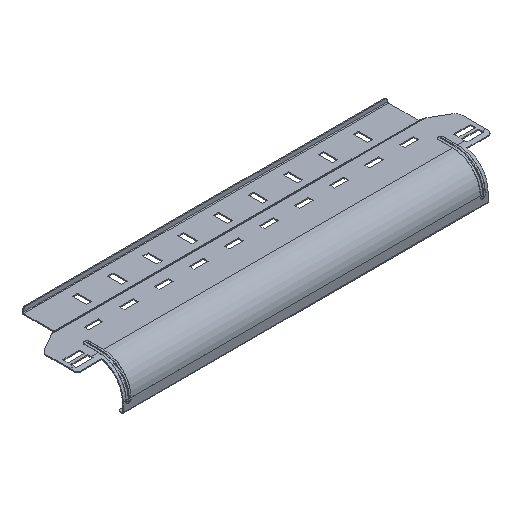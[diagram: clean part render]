
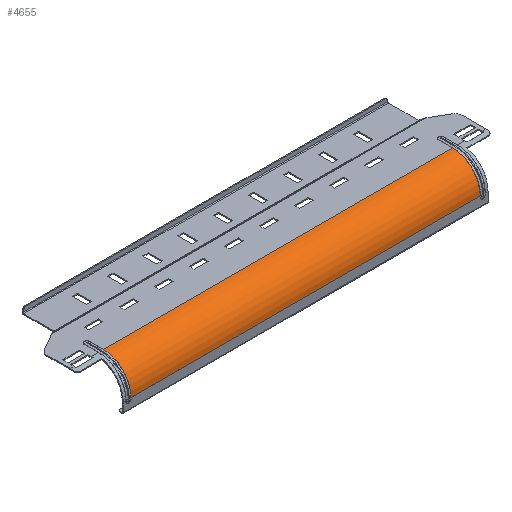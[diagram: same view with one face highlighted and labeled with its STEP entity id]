
A CAD part, isometric view. The second image highlights one B-rep face of the part: STEP entity #4655.
In plain terms, the highlighted cylindrical face has radius 39.4 mm (diameter 78.8 mm), a partial arc.
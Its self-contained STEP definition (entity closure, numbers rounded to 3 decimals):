
#397=FACE_OUTER_BOUND('',#679,.T.);
#679=EDGE_LOOP('',(#3635,#3636,#3637,#3638));
#1045=LINE('',#7310,#1549);
#1055=LINE('',#7375,#1559);
#1549=VECTOR('',#5843,10.);
#1559=VECTOR('',#5909,10.);
#1997=CIRCLE('',#5033,39.4);
#2022=CIRCLE('',#5073,39.4);
#2229=VERTEX_POINT('',#7265);
#2230=VERTEX_POINT('',#7269);
#2243=VERTEX_POINT('',#7308);
#2253=VERTEX_POINT('',#7343);
#2727=EDGE_CURVE('',#2230,#2229,#1997,.T.);
#2747=EDGE_CURVE('',#2243,#2230,#1045,.T.);
#2773=EDGE_CURVE('',#2253,#2243,#2022,.T.);
#2775=EDGE_CURVE('',#2229,#2253,#1055,.T.);
#3635=ORIENTED_EDGE('',*,*,#2727,.F.);
#3636=ORIENTED_EDGE('',*,*,#2747,.F.);
#3637=ORIENTED_EDGE('',*,*,#2773,.F.);
#3638=ORIENTED_EDGE('',*,*,#2775,.F.);
#4536=CYLINDRICAL_SURFACE('',#5075,39.4);
#4655=ADVANCED_FACE('',(#397),#4536,.T.);
#5033=AXIS2_PLACEMENT_3D('',#7271,#5802,#5803);
#5073=AXIS2_PLACEMENT_3D('',#7371,#5902,#5903);
#5075=AXIS2_PLACEMENT_3D('',#7374,#5907,#5908);
#5802=DIRECTION('center_axis',(-1.,0.,0.));
#5803=DIRECTION('ref_axis',(0.,-0.707,0.707));
#5843=DIRECTION('',(-1.,0.,0.));
#5902=DIRECTION('center_axis',(1.,0.,0.));
#5903=DIRECTION('ref_axis',(0.,-0.707,0.707));
#5907=DIRECTION('center_axis',(1.,0.,0.));
#5908=DIRECTION('ref_axis',(0.,0.,1.));
#5909=DIRECTION('',(1.,0.,0.));
#7265=CARTESIAN_POINT('',(-248.876,81.5,1.4));
#7269=CARTESIAN_POINT('',(-248.876,42.1,-38.));
#7271=CARTESIAN_POINT('Origin',(-248.876,81.5,-38.));
#7308=CARTESIAN_POINT('',(248.876,42.1,-38.));
#7310=CARTESIAN_POINT('',(130.,42.1,-38.));
#7343=CARTESIAN_POINT('',(248.876,81.5,1.4));
#7371=CARTESIAN_POINT('Origin',(248.876,81.5,-38.));
#7374=CARTESIAN_POINT('Origin',(0.,81.5,-38.));
#7375=CARTESIAN_POINT('',(-133.25,81.5,1.4));
